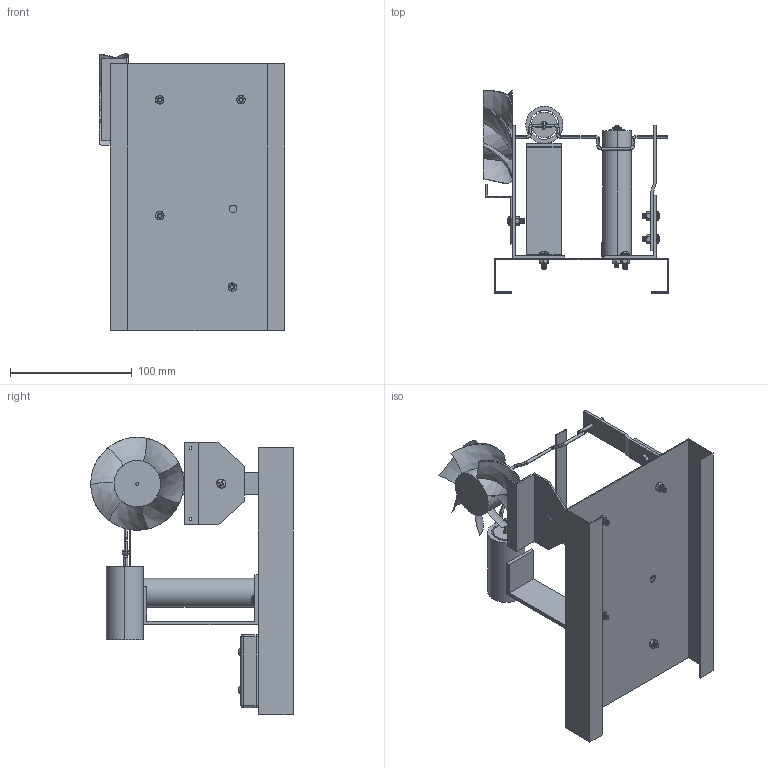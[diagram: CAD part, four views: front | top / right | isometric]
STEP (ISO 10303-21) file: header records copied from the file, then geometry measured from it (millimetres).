
FILE_DESCRIPTION(('FreeCAD Model'),'2;1');
FILE_NAME('Open CASCADE Shape Model','2025-04-30T04:53:53',('FreeCAD'),( 'FreeCAD'),'Open CASCADE STEP processor 7.6','FreeCAD','Unknown');
FILE_SCHEMA(('AUTOMOTIVE_DESIGN { 1 0 10303 214 1 1 1 1 }'));
Products named in the file (1): Open CASCADE STEP translator 7.6 1
Bounding box: 152.13 x 166.34 x 227.88 mm (x, y, z)
Volume: 211819.3 mm3; surface area: 189380 mm2
Topology: 30 solids, 30 shells, 1598 faces, 4383 edges, 2847 vertices
Faces by surface type: bspline 1598
Entity records: 76614 total; most frequent: CARTESIAN_POINT 53280, ORIENTED_EDGE 8746, EDGE_CURVE 4373, VERTEX_POINT 2847, B_SPLINE_CURVE_WITH_KNOTS 2025, FACE_BOUND 1672, EDGE_LOOP 1672, ADVANCED_FACE 1598
